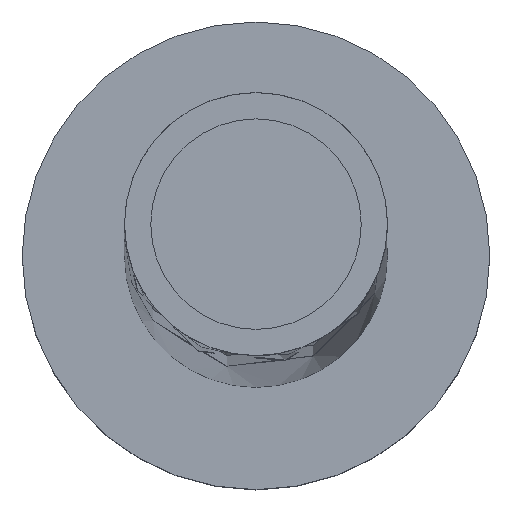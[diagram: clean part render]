
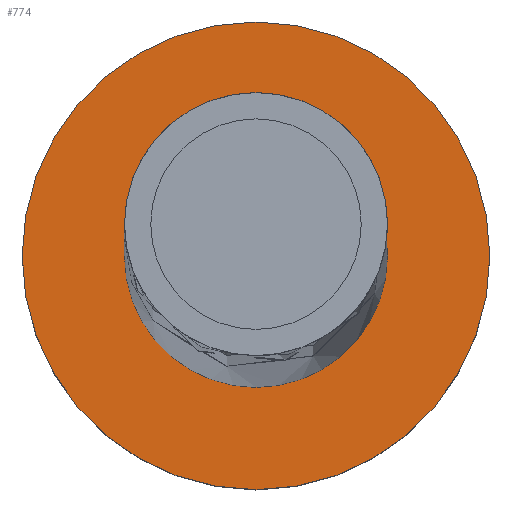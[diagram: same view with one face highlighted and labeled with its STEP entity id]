
A CAD part, top view. The second image highlights one B-rep face of the part: STEP entity #774.
In plain terms, the highlighted planar face has unit normal (0, 0, 1).
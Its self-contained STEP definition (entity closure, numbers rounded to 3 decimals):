
#21 = FACE_BOUND ( 'NONE', #224, .T. ) ;
#56 = DIRECTION ( 'NONE',  ( 0., 0., 1. ) ) ;
#58 = CARTESIAN_POINT ( 'NONE',  ( 4., 0., 3. ) ) ;
#64 = CARTESIAN_POINT ( 'NONE',  ( 0., 0., 3. ) ) ;
#89 = CIRCLE ( 'NONE', #267, 2.25 ) ;
#180 = DIRECTION ( 'NONE',  ( 1., 0., 0. ) ) ;
#216 = VERTEX_POINT ( 'NONE', #58 ) ;
#224 = EDGE_LOOP ( 'NONE', ( #1082, #1606 ) ) ;
#239 = DIRECTION ( 'NONE',  ( 1., 0., 0. ) ) ;
#243 = CARTESIAN_POINT ( 'NONE',  ( 2.25, 0., 3. ) ) ;
#267 = AXIS2_PLACEMENT_3D ( 'NONE', #1507, #1759, #239 ) ;
#285 = DIRECTION ( 'NONE',  ( 1., 0., 0. ) ) ;
#327 = AXIS2_PLACEMENT_3D ( 'NONE', #1456, #1576, #350 ) ;
#350 = DIRECTION ( 'NONE',  ( 1., 0., 0. ) ) ;
#445 = EDGE_CURVE ( 'NONE', #709, #216, #1205, .T. ) ;
#478 = CARTESIAN_POINT ( 'NONE',  ( -2.25, 0., 3. ) ) ;
#491 = VERTEX_POINT ( 'NONE', #243 ) ;
#577 = PLANE ( 'NONE',  #915 ) ;
#599 = ORIENTED_EDGE ( 'NONE', *, *, #445, .T. ) ;
#640 = DIRECTION ( 'NONE',  ( 0., 0., 1. ) ) ;
#709 = VERTEX_POINT ( 'NONE', #1799 ) ;
#774 = ADVANCED_FACE ( 'NONE', ( #21, #852 ), #577, .T. ) ;
#852 = FACE_OUTER_BOUND ( 'NONE', #1621, .T. ) ;
#857 = VERTEX_POINT ( 'NONE', #478 ) ;
#864 = CIRCLE ( 'NONE', #1293, 2.25 ) ;
#915 = AXIS2_PLACEMENT_3D ( 'NONE', #1368, #1402, #285 ) ;
#1030 = CIRCLE ( 'NONE', #1175, 4. ) ;
#1082 = ORIENTED_EDGE ( 'NONE', *, *, #1261, .F. ) ;
#1127 = EDGE_CURVE ( 'NONE', #216, #709, #1030, .T. ) ;
#1175 = AXIS2_PLACEMENT_3D ( 'NONE', #64, #56, #180 ) ;
#1196 = CARTESIAN_POINT ( 'NONE',  ( 0., 0., 3. ) ) ;
#1205 = CIRCLE ( 'NONE', #327, 4. ) ;
#1261 = EDGE_CURVE ( 'NONE', #857, #491, #89, .T. ) ;
#1293 = AXIS2_PLACEMENT_3D ( 'NONE', #1196, #640, #1768 ) ;
#1368 = CARTESIAN_POINT ( 'NONE',  ( 0., 0., 3. ) ) ;
#1402 = DIRECTION ( 'NONE',  ( 0., 0., 1. ) ) ;
#1456 = CARTESIAN_POINT ( 'NONE',  ( 0., 0., 3. ) ) ;
#1458 = ORIENTED_EDGE ( 'NONE', *, *, #1127, .T. ) ;
#1462 = EDGE_CURVE ( 'NONE', #491, #857, #864, .T. ) ;
#1507 = CARTESIAN_POINT ( 'NONE',  ( 0., 0., 3. ) ) ;
#1576 = DIRECTION ( 'NONE',  ( 0., 0., 1. ) ) ;
#1606 = ORIENTED_EDGE ( 'NONE', *, *, #1462, .F. ) ;
#1621 = EDGE_LOOP ( 'NONE', ( #599, #1458 ) ) ;
#1759 = DIRECTION ( 'NONE',  ( 0., 0., 1. ) ) ;
#1768 = DIRECTION ( 'NONE',  ( 1., 0., 0. ) ) ;
#1799 = CARTESIAN_POINT ( 'NONE',  ( -4., 0., 3. ) ) ;
